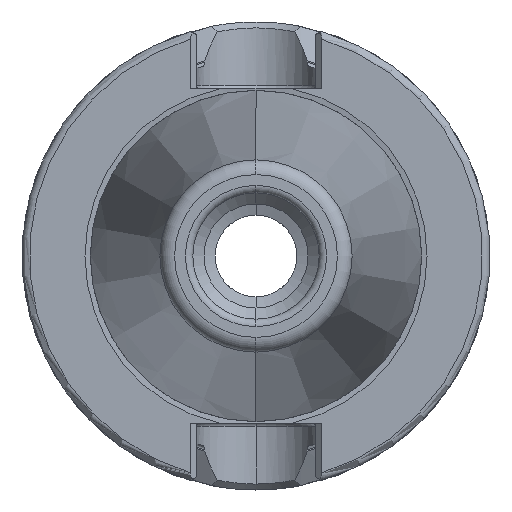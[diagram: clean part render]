
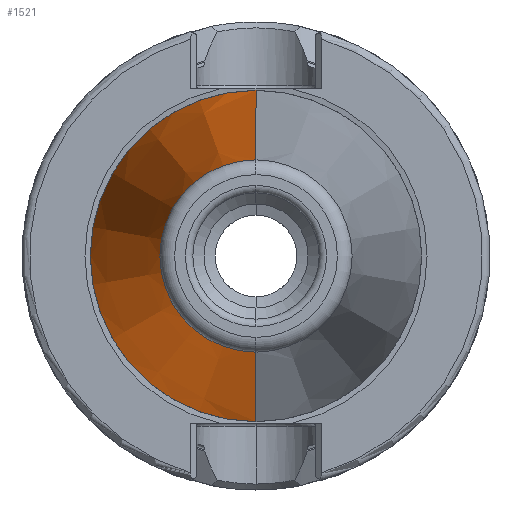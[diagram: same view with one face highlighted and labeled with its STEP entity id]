
A CAD part, left-side view. The second image highlights one B-rep face of the part: STEP entity #1521.
In plain terms, the highlighted conical face has half-angle 8.297 degrees and reference radius 22.298 mm.
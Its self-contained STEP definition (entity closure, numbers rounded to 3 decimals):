
#161 = DIRECTION ( 'NONE',  ( -1., 0., 0. ) ) ;
#232 = EDGE_CURVE ( 'NONE', #4039, #3244, #3928, .T. ) ;
#401 = CARTESIAN_POINT ( 'NONE',  ( -153.689, 0., -12.937 ) ) ;
#481 = CARTESIAN_POINT ( 'NONE',  ( -89.5, 0., -22.298 ) ) ;
#604 = ORIENTED_EDGE ( 'NONE', *, *, #3748, .F. ) ;
#812 = DIRECTION ( 'NONE',  ( 0.99, 0., -0.144 ) ) ;
#887 = VECTOR ( 'NONE', #812, 1000. ) ;
#908 = EDGE_LOOP ( 'NONE', ( #2469, #1799, #3994, #604 ) ) ;
#919 = EDGE_CURVE ( 'NONE', #2836, #4039, #4192, .T. ) ;
#999 = CONICAL_SURFACE ( 'NONE', #1290, 22.298, 0.145 ) ;
#1036 = CARTESIAN_POINT ( 'NONE',  ( -89.5, 0., 22.298 ) ) ;
#1154 = CARTESIAN_POINT ( 'NONE',  ( -89.5, 0., 0. ) ) ;
#1218 = FACE_OUTER_BOUND ( 'NONE', #908, .T. ) ;
#1290 = AXIS2_PLACEMENT_3D ( 'NONE', #3302, #1344, #2977 ) ;
#1344 = DIRECTION ( 'NONE',  ( 1., 0., 0. ) ) ;
#1495 = DIRECTION ( 'NONE',  ( 0., 0., 1. ) ) ;
#1521 = ADVANCED_FACE ( 'NONE', ( #1218 ), #999, .T. ) ;
#1799 = ORIENTED_EDGE ( 'NONE', *, *, #919, .T. ) ;
#1889 = LINE ( 'NONE', #481, #887 ) ;
#1977 = CARTESIAN_POINT ( 'NONE',  ( -89.5, 0., -22.298 ) ) ;
#2152 = CARTESIAN_POINT ( 'NONE',  ( -153.689, 0., 0. ) ) ;
#2281 = CARTESIAN_POINT ( 'NONE',  ( -153.689, 0., 12.937 ) ) ;
#2286 = AXIS2_PLACEMENT_3D ( 'NONE', #1154, #3453, #1495 ) ;
#2469 = ORIENTED_EDGE ( 'NONE', *, *, #3017, .F. ) ;
#2476 = DIRECTION ( 'NONE',  ( 0., 0., 1. ) ) ;
#2836 = VERTEX_POINT ( 'NONE', #2281 ) ;
#2892 = CARTESIAN_POINT ( 'NONE',  ( -89.5, 0., 22.298 ) ) ;
#2977 = DIRECTION ( 'NONE',  ( 0., 0., -1. ) ) ;
#2995 = AXIS2_PLACEMENT_3D ( 'NONE', #2152, #161, #2476 ) ;
#3017 = EDGE_CURVE ( 'NONE', #2836, #3390, #4007, .T. ) ;
#3244 = VERTEX_POINT ( 'NONE', #1977 ) ;
#3302 = CARTESIAN_POINT ( 'NONE',  ( -89.5, 0., 0. ) ) ;
#3390 = VERTEX_POINT ( 'NONE', #401 ) ;
#3421 = VECTOR ( 'NONE', #4205, 1000. ) ;
#3453 = DIRECTION ( 'NONE',  ( -1., 0., 0. ) ) ;
#3748 = EDGE_CURVE ( 'NONE', #3390, #3244, #1889, .T. ) ;
#3928 = CIRCLE ( 'NONE', #2286, 22.298 ) ;
#3994 = ORIENTED_EDGE ( 'NONE', *, *, #232, .T. ) ;
#4007 = CIRCLE ( 'NONE', #2995, 12.937 ) ;
#4039 = VERTEX_POINT ( 'NONE', #1036 ) ;
#4192 = LINE ( 'NONE', #2892, #3421 ) ;
#4205 = DIRECTION ( 'NONE',  ( 0.99, 0., 0.144 ) ) ;
